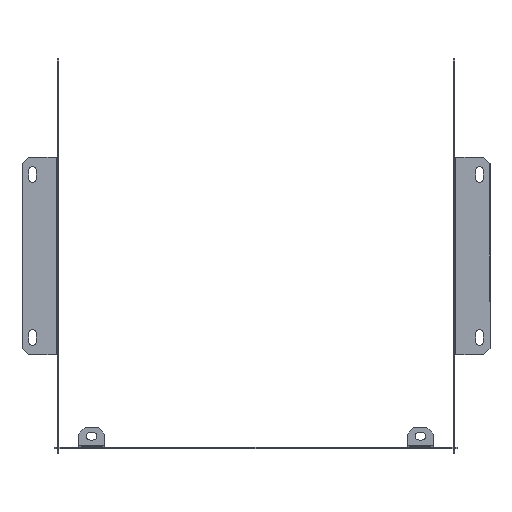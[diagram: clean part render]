
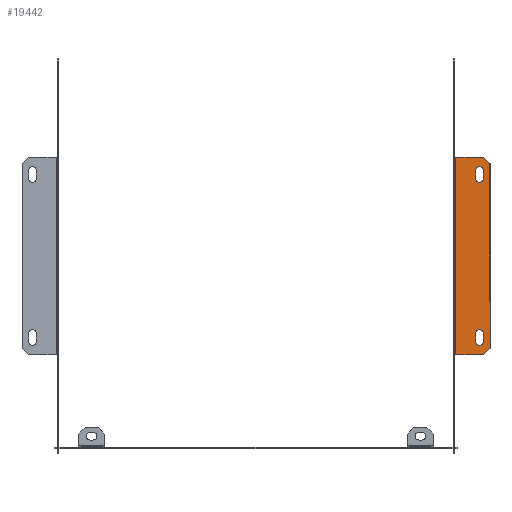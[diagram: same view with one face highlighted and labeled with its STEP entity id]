
A CAD part, left-side view. The second image highlights one B-rep face of the part: STEP entity #19442.
In plain terms, the highlighted face is planar.
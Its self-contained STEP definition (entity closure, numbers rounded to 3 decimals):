
#326 = EDGE_LOOP ( 'NONE', ( #1082, #5598, #13191, #5771 ) ) ;
#546 = LINE ( 'NONE', #6431, #18551 ) ;
#1082 = ORIENTED_EDGE ( 'NONE', *, *, #7916, .F. ) ;
#1456 = CARTESIAN_POINT ( 'NONE',  ( 22.004, -65., 349.5 ) ) ;
#2291 = VERTEX_POINT ( 'NONE', #22368 ) ;
#2462 = VERTEX_POINT ( 'NONE', #23283 ) ;
#2584 = DIRECTION ( 'NONE',  ( -1., 0., 0. ) ) ;
#2686 = ORIENTED_EDGE ( 'NONE', *, *, #14783, .F. ) ;
#2963 = VERTEX_POINT ( 'NONE', #27585 ) ;
#3487 = CARTESIAN_POINT ( 'NONE',  ( 1., 0., 349.5 ) ) ;
#4015 = ORIENTED_EDGE ( 'NONE', *, *, #4968, .T. ) ;
#4204 = DIRECTION ( 'NONE',  ( 0., 1., 0. ) ) ;
#4575 = AXIS2_PLACEMENT_3D ( 'NONE', #7564, #6833, #10499 ) ;
#4604 = CARTESIAN_POINT ( 'NONE',  ( 1., -75., 349.5 ) ) ;
#4745 = EDGE_CURVE ( 'NONE', #22050, #14539, #15619, .T. ) ;
#4968 = EDGE_CURVE ( 'NONE', #18305, #22050, #24757, .T. ) ;
#4994 = AXIS2_PLACEMENT_3D ( 'NONE', #7644, #30074, #24010 ) ;
#5598 = ORIENTED_EDGE ( 'NONE', *, *, #33156, .F. ) ;
#5771 = ORIENTED_EDGE ( 'NONE', *, *, #11170, .F. ) ;
#6058 = EDGE_CURVE ( 'NONE', #2963, #18305, #33513, .T. ) ;
#6393 = ORIENTED_EDGE ( 'NONE', *, *, #16102, .T. ) ;
#6431 = CARTESIAN_POINT ( 'NONE',  ( 27.004, 75., 349.5 ) ) ;
#6756 = VECTOR ( 'NONE', #27664, 1000. ) ;
#6833 = DIRECTION ( 'NONE',  ( 0., 0., 1. ) ) ;
#7156 = CARTESIAN_POINT ( 'NONE',  ( 16.004, 59., 349.5 ) ) ;
#7564 = CARTESIAN_POINT ( 'NONE',  ( 19.004, -65., 349.5 ) ) ;
#7644 = CARTESIAN_POINT ( 'NONE',  ( 19.004, 65., 349.5 ) ) ;
#7903 = CARTESIAN_POINT ( 'NONE',  ( -348.796, 0., 349.5 ) ) ;
#7916 = EDGE_CURVE ( 'NONE', #32807, #2291, #24422, .T. ) ;
#8031 = LINE ( 'NONE', #35802, #15641 ) ;
#8048 = EDGE_CURVE ( 'NONE', #11289, #2462, #33437, .T. ) ;
#8310 = CARTESIAN_POINT ( 'NONE',  ( 22.004, 65., 349.5 ) ) ;
#8400 = VECTOR ( 'NONE', #33791, 1000. ) ;
#9589 = CARTESIAN_POINT ( 'NONE',  ( 16.004, 65., 349.5 ) ) ;
#9912 = DIRECTION ( 'NONE',  ( 0., 1., 0. ) ) ;
#10499 = DIRECTION ( 'NONE',  ( -1., 0., 0. ) ) ;
#10962 = VERTEX_POINT ( 'NONE', #29845 ) ;
#11170 = EDGE_CURVE ( 'NONE', #2291, #16079, #23637, .T. ) ;
#11289 = VERTEX_POINT ( 'NONE', #24434 ) ;
#11911 = ORIENTED_EDGE ( 'NONE', *, *, #14716, .T. ) ;
#12079 = ORIENTED_EDGE ( 'NONE', *, *, #18588, .T. ) ;
#12868 = CARTESIAN_POINT ( 'NONE',  ( 27.004, 70., 349.5 ) ) ;
#12950 = LINE ( 'NONE', #13499, #22113 ) ;
#13081 = LINE ( 'NONE', #18790, #21978 ) ;
#13191 = ORIENTED_EDGE ( 'NONE', *, *, #13435, .F. ) ;
#13435 = EDGE_CURVE ( 'NONE', #16079, #10962, #21966, .T. ) ;
#13499 = CARTESIAN_POINT ( 'NONE',  ( 27.004, -75., 349.5 ) ) ;
#13783 = CARTESIAN_POINT ( 'NONE',  ( 22.004, 59., 349.5 ) ) ;
#13915 = ORIENTED_EDGE ( 'NONE', *, *, #16693, .T. ) ;
#14539 = VERTEX_POINT ( 'NONE', #9589 ) ;
#14655 = DIRECTION ( 'NONE',  ( 0., 0., -1. ) ) ;
#14710 = DIRECTION ( 'NONE',  ( 0., 1., 0. ) ) ;
#14716 = EDGE_CURVE ( 'NONE', #35769, #29067, #13081, .T. ) ;
#14783 = EDGE_CURVE ( 'NONE', #23334, #29067, #31085, .T. ) ;
#14790 = VECTOR ( 'NONE', #9912, 1000. ) ;
#15528 = VECTOR ( 'NONE', #31443, 1000. ) ;
#15619 = LINE ( 'NONE', #26835, #14790 ) ;
#15641 = VECTOR ( 'NONE', #24580, 1000. ) ;
#15688 = CARTESIAN_POINT ( 'NONE',  ( 1., 75., 349.5 ) ) ;
#16079 = VERTEX_POINT ( 'NONE', #25739 ) ;
#16102 = EDGE_CURVE ( 'NONE', #2462, #35823, #546, .T. ) ;
#16157 = CIRCLE ( 'NONE', #4994, 3. ) ;
#16693 = EDGE_CURVE ( 'NONE', #35823, #35769, #8031, .T. ) ;
#17196 = VECTOR ( 'NONE', #19531, 1000. ) ;
#18305 = VERTEX_POINT ( 'NONE', #13783 ) ;
#18551 = VECTOR ( 'NONE', #14710, 1000. ) ;
#18588 = EDGE_CURVE ( 'NONE', #14539, #2963, #16157, .T. ) ;
#18767 = ORIENTED_EDGE ( 'NONE', *, *, #27011, .F. ) ;
#18790 = CARTESIAN_POINT ( 'NONE',  ( 27.004, 75., 349.5 ) ) ;
#19442 = ADVANCED_FACE ( 'NONE', ( #19476, #30166, #30527 ), #33104, .F. ) ;
#19476 = FACE_OUTER_BOUND ( 'NONE', #25652, .T. ) ;
#19531 = DIRECTION ( 'NONE',  ( 0., -1., 0. ) ) ;
#19661 = DIRECTION ( 'NONE',  ( -1., 0., 0. ) ) ;
#19670 = ORIENTED_EDGE ( 'NONE', *, *, #8048, .T. ) ;
#20429 = CIRCLE ( 'NONE', #4575, 3. ) ;
#21255 = AXIS2_PLACEMENT_3D ( 'NONE', #26042, #14655, #26241 ) ;
#21966 = LINE ( 'NONE', #22157, #6756 ) ;
#21978 = VECTOR ( 'NONE', #2584, 1000. ) ;
#22050 = VERTEX_POINT ( 'NONE', #7156 ) ;
#22113 = VECTOR ( 'NONE', #35918, 1000. ) ;
#22157 = CARTESIAN_POINT ( 'NONE',  ( 16.004, -65., 349.5 ) ) ;
#22368 = CARTESIAN_POINT ( 'NONE',  ( 22.004, -59., 349.5 ) ) ;
#23283 = CARTESIAN_POINT ( 'NONE',  ( 27.004, -70., 349.5 ) ) ;
#23334 = VERTEX_POINT ( 'NONE', #4604 ) ;
#23362 = DIRECTION ( 'NONE',  ( -1., 0., 0. ) ) ;
#23637 = CIRCLE ( 'NONE', #28940, 3. ) ;
#24010 = DIRECTION ( 'NONE',  ( -1., 0., 0. ) ) ;
#24422 = LINE ( 'NONE', #1456, #27218 ) ;
#24434 = CARTESIAN_POINT ( 'NONE',  ( 22.004, -75., 349.5 ) ) ;
#24580 = DIRECTION ( 'NONE',  ( -0.707, 0.707, 0. ) ) ;
#24757 = CIRCLE ( 'NONE', #21255, 3. ) ;
#25000 = DIRECTION ( 'NONE',  ( 0., 0., -1. ) ) ;
#25150 = CARTESIAN_POINT ( 'NONE',  ( 22.004, -75., 349.5 ) ) ;
#25652 = EDGE_LOOP ( 'NONE', ( #18767, #19670, #6393, #13915, #11911, #2686 ) ) ;
#25739 = CARTESIAN_POINT ( 'NONE',  ( 16.004, -59., 349.5 ) ) ;
#26042 = CARTESIAN_POINT ( 'NONE',  ( 19.004, 59., 349.5 ) ) ;
#26241 = DIRECTION ( 'NONE',  ( -1., 0., 0. ) ) ;
#26835 = CARTESIAN_POINT ( 'NONE',  ( 16.004, 65., 349.5 ) ) ;
#27011 = EDGE_CURVE ( 'NONE', #11289, #23334, #12950, .T. ) ;
#27218 = VECTOR ( 'NONE', #4204, 1000. ) ;
#27585 = CARTESIAN_POINT ( 'NONE',  ( 22.004, 65., 349.5 ) ) ;
#27664 = DIRECTION ( 'NONE',  ( 0., -1., 0. ) ) ;
#28827 = ORIENTED_EDGE ( 'NONE', *, *, #6058, .T. ) ;
#28940 = AXIS2_PLACEMENT_3D ( 'NONE', #35130, #31811, #23362 ) ;
#29067 = VERTEX_POINT ( 'NONE', #15688 ) ;
#29845 = CARTESIAN_POINT ( 'NONE',  ( 16.004, -65., 349.5 ) ) ;
#30074 = DIRECTION ( 'NONE',  ( 0., 0., -1. ) ) ;
#30166 = FACE_BOUND ( 'NONE', #326, .T. ) ;
#30527 = FACE_BOUND ( 'NONE', #30855, .T. ) ;
#30855 = EDGE_LOOP ( 'NONE', ( #12079, #28827, #4015, #31517 ) ) ;
#31085 = LINE ( 'NONE', #3487, #15528 ) ;
#31443 = DIRECTION ( 'NONE',  ( 0., 1., 0. ) ) ;
#31517 = ORIENTED_EDGE ( 'NONE', *, *, #4745, .T. ) ;
#31811 = DIRECTION ( 'NONE',  ( 0., 0., 1. ) ) ;
#32434 = CARTESIAN_POINT ( 'NONE',  ( 22.004, -65., 349.5 ) ) ;
#32807 = VERTEX_POINT ( 'NONE', #32434 ) ;
#33104 = PLANE ( 'NONE',  #36134 ) ;
#33156 = EDGE_CURVE ( 'NONE', #10962, #32807, #20429, .T. ) ;
#33437 = LINE ( 'NONE', #25150, #8400 ) ;
#33513 = LINE ( 'NONE', #8310, #17196 ) ;
#33791 = DIRECTION ( 'NONE',  ( 0.707, 0.707, 0. ) ) ;
#35130 = CARTESIAN_POINT ( 'NONE',  ( 19.004, -59., 349.5 ) ) ;
#35662 = CARTESIAN_POINT ( 'NONE',  ( 22.004, 75., 349.5 ) ) ;
#35769 = VERTEX_POINT ( 'NONE', #35662 ) ;
#35802 = CARTESIAN_POINT ( 'NONE',  ( 22.004, 75., 349.5 ) ) ;
#35823 = VERTEX_POINT ( 'NONE', #12868 ) ;
#35918 = DIRECTION ( 'NONE',  ( -1., 0., 0. ) ) ;
#36134 = AXIS2_PLACEMENT_3D ( 'NONE', #7903, #25000, #19661 ) ;
